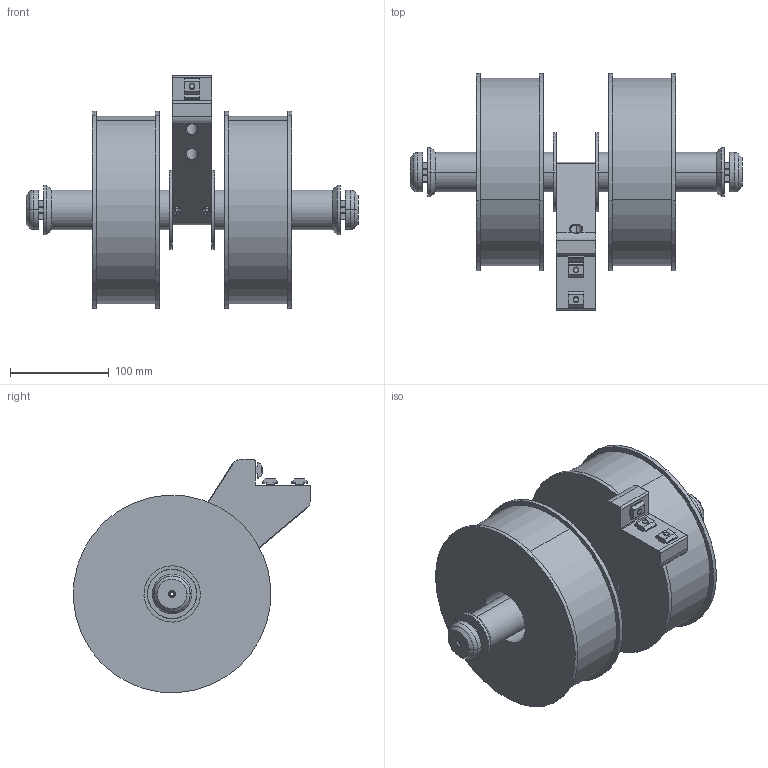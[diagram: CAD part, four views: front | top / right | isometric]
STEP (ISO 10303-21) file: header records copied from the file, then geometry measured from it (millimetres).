
FILE_DESCRIPTION (( 'STEP AP203' ), '1' );
FILE_NAME ('階离蹋殤郪璃.STEP', '2025-01-10T08:21:01', ( 'Leo' ), ( '' ), 'SwSTEP 2.0', 'SolidWorks 2022', '' );
FILE_SCHEMA (( 'CONFIG_CONTROL_DESIGN' ));
Length unit declared in the file: millimetre
Products named in the file (8): 料架_玄武; 耗材; 滑块螺母_欧标30型M6_A; 铝型材2020料架; 滚筒堵头; 内六角平圆头螺钉M6×12; 耗材滚筒; 顶置料架组件
Assembly tree (14 placements, depth 2):
  顶置料架组件
    料架_玄武
    铝型材2020料架
    耗材  x2
    耗材滚筒  x2
    滚筒堵头  x2
    内六角平圆头螺钉M6×12  x3
    滑块螺母_欧标30型M6_A  x3
Bounding box: 336 x 240.03 x 236.06 mm (x, y, z)
Volume: 4220401.8 mm3; surface area: 422342.4 mm2
Topology: 14 solids, 14 shells, 582 faces, 1347 edges, 762 vertices
Faces by surface type: plane 261, cylinder 149, cone 148, bspline 14, torus 10
Entity records: 12310 total; most frequent: CARTESIAN_POINT 2904, DIRECTION 1823, ORIENTED_EDGE 1692, EDGE_CURVE 846, AXIS2_PLACEMENT_3D 643, LINE 537, VECTOR 537, VERTEX_POINT 508
